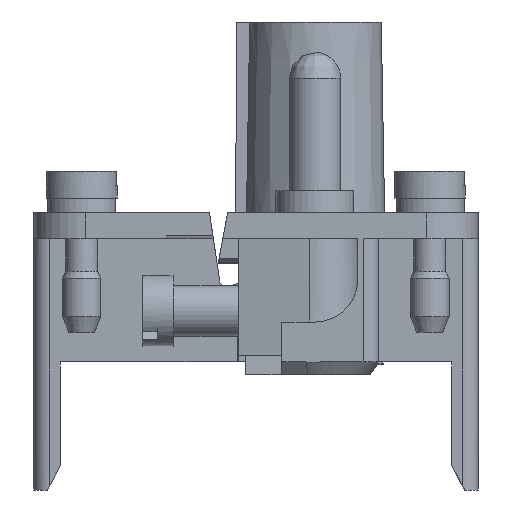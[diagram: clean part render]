
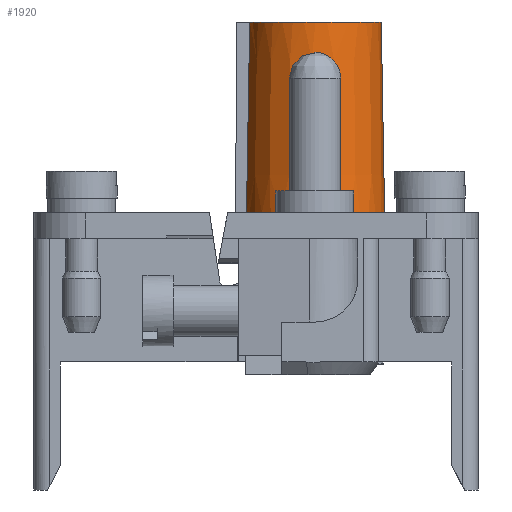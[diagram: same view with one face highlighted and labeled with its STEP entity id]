
A CAD part, left-side view. The second image highlights one B-rep face of the part: STEP entity #1920.
In plain terms, the highlighted conical face has half-angle 1 degrees and reference radius 5.15 mm.
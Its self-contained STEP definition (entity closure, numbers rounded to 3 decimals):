
#1237=CONICAL_SURFACE('',#11706,5.15,1.);
#1573=B_SPLINE_CURVE_WITH_KNOTS('',3,(#15141,#15142,#15143,#15144,#15145,
#15146,#15147,#15148,#15149,#15150),.UNSPECIFIED.,.F.,.F.,(4,3,3,4),(0.,
0.684,0.967,1.),.UNSPECIFIED.);
#1574=B_SPLINE_CURVE_WITH_KNOTS('',3,(#15154,#15155,#15156,#15157,#15158,
#15159),.UNSPECIFIED.,.F.,.F.,(4,2,4),(0.,0.5,1.),.UNSPECIFIED.);
#1745=CIRCLE('',#11704,5.15);
#1746=CIRCLE('',#11705,5.408);
#1920=ADVANCED_FACE('',(#2927),#1237,.T.);
#2927=FACE_OUTER_BOUND('',#3409,.T.);
#3409=EDGE_LOOP('',(#4203,#4204,#4205,#4206));
#4203=ORIENTED_EDGE('',*,*,#7980,.T.);
#4204=ORIENTED_EDGE('',*,*,#7981,.T.);
#4205=ORIENTED_EDGE('',*,*,#7982,.F.);
#4206=ORIENTED_EDGE('',*,*,#7983,.T.);
#7017=VERTEX_POINT('',#15139);
#7018=VERTEX_POINT('',#15140);
#7019=VERTEX_POINT('',#15151);
#7020=VERTEX_POINT('',#15153);
#7980=EDGE_CURVE('',#7017,#7018,#1745,.T.);
#7981=EDGE_CURVE('',#7018,#7019,#1573,.T.);
#7982=EDGE_CURVE('',#7020,#7019,#1746,.T.);
#7983=EDGE_CURVE('',#7020,#7017,#1574,.T.);
#11704=AXIS2_PLACEMENT_3D('',#15138,#12510,#12511);
#11705=AXIS2_PLACEMENT_3D('',#15152,#12512,#12513);
#11706=AXIS2_PLACEMENT_3D('',#15160,#12514,#12515);
#12510=DIRECTION('',(0.,0.,-1.));
#12511=DIRECTION('',(0.,1.,0.));
#12512=DIRECTION('',(0.,0.,-1.));
#12513=DIRECTION('',(1.,0.,0.));
#12514=DIRECTION('',(0.,0.,-1.));
#12515=DIRECTION('',(0.,1.,0.));
#15138=CARTESIAN_POINT('',(50.5,-4.575,16.8));
#15139=CARTESIAN_POINT('',(55.575,-5.451,16.8));
#15140=CARTESIAN_POINT('',(49.565,0.489,16.8));
#15141=CARTESIAN_POINT('',(49.565,0.489,16.8));
#15142=CARTESIAN_POINT('',(49.55,0.547,13.426));
#15143=CARTESIAN_POINT('',(49.535,0.604,10.052));
#15144=CARTESIAN_POINT('',(49.52,0.661,6.678));
#15145=CARTESIAN_POINT('',(49.514,0.684,5.283));
#15146=CARTESIAN_POINT('',(49.508,0.708,3.887));
#15147=CARTESIAN_POINT('',(49.502,0.732,2.491));
#15148=CARTESIAN_POINT('',(49.501,0.735,2.327));
#15149=CARTESIAN_POINT('',(49.501,0.737,2.164));
#15150=CARTESIAN_POINT('',(49.5,0.74,2.));
#15151=CARTESIAN_POINT('',(49.5,0.74,2.));
#15152=CARTESIAN_POINT('',(50.5,-4.575,2.));
#15153=CARTESIAN_POINT('',(55.575,-6.444,2.));
#15154=CARTESIAN_POINT('',(55.575,-6.444,2.));
#15155=CARTESIAN_POINT('',(55.575,-6.32,4.469));
#15156=CARTESIAN_POINT('',(55.575,-6.185,6.938));
#15157=CARTESIAN_POINT('',(55.575,-5.872,11.873));
#15158=CARTESIAN_POINT('',(55.575,-5.703,14.341));
#15159=CARTESIAN_POINT('',(55.575,-5.451,16.8));
#15160=CARTESIAN_POINT('',(50.5,-4.575,16.8));
